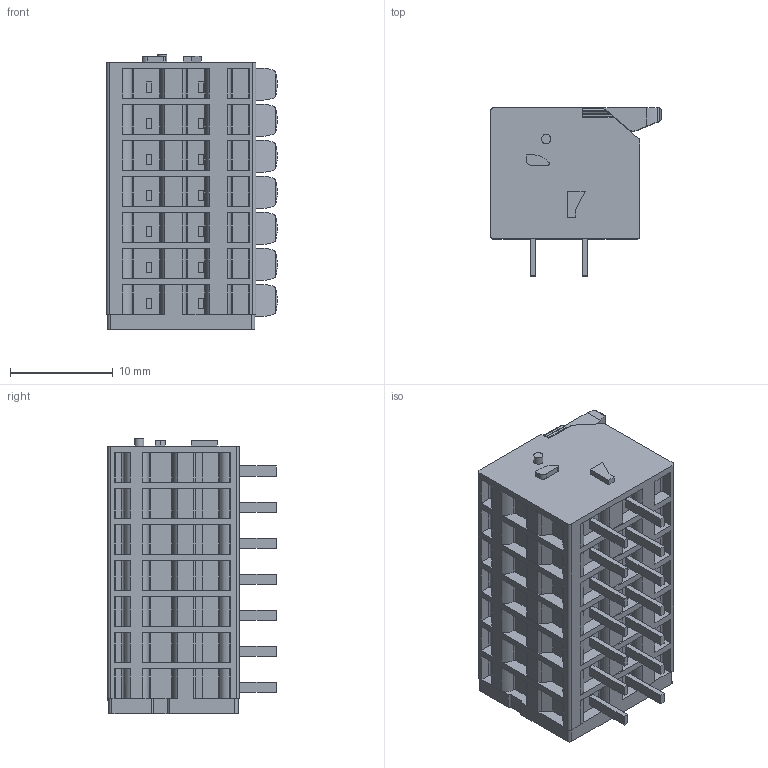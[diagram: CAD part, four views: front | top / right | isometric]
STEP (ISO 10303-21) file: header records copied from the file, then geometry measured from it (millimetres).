
FILE_DESCRIPTION(/* description */ ('STEP AP203'),/* implementation_level */ '2;1');
FILE_NAME(/* name */ '2601-1107',/* time_stamp */ '2024-08-14T08:16:23+02:00',/* author */ ('License CC BY-ND 4.0'),/* organization */ ('CADENAS'),/* preprocessor_version */ 'ST-DEVELOPER v19.3',/* originating_system */ 'PARTsolutions',/* authorisation */ ' ');
FILE_SCHEMA (('CONFIG_CONTROL_DESIGN'));
Length unit declared in the file: millimetre
Products named in the file (1): 2601-1107
Bounding box: 16.58 x 16.35 x 26.75 mm (x, y, z)
Volume: 4262.1 mm3; surface area: 3464.2 mm2
Topology: 1 solids, 1 shells, 959 faces, 2663 edges, 1760 vertices
Faces by surface type: plane 583, cylinder 369, cone 7
Full cylindrical faces by diameter (mm): 0.9 x1
Entity records: 37446 total; most frequent: CARTESIAN_POINT 5553, ORIENTED_EDGE 5324, DIRECTION 5232, EDGE_CURVE 2662, LINE 1898, VECTOR 1898, VERTEX_POINT 1760, AXIS2_PLACEMENT_3D 1667
